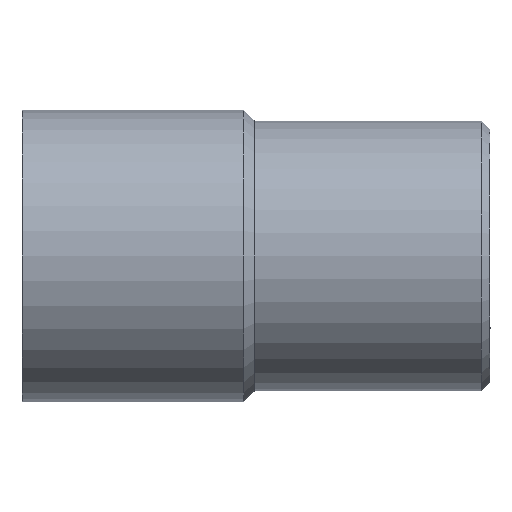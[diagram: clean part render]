
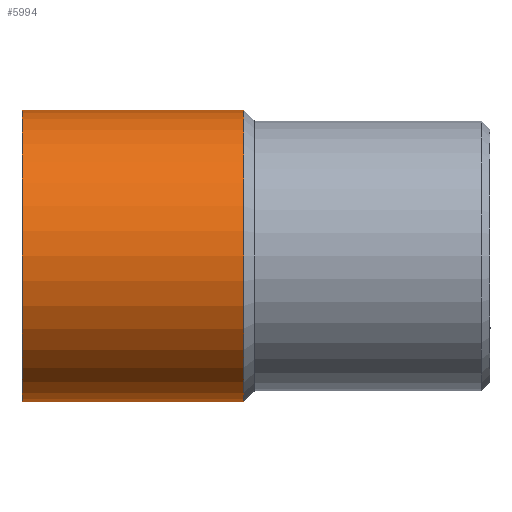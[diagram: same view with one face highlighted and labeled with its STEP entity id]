
A CAD part, left-side view. The second image highlights one B-rep face of the part: STEP entity #5994.
In plain terms, the highlighted cylindrical face has radius 13.487 mm (diameter 26.975 mm), a partial arc.
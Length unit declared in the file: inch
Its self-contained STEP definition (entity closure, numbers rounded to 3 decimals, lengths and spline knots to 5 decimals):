
#144 = DIRECTION ( 'NONE',  ( 0., 1., 0. ) ) ;
#177 = DIRECTION ( 'NONE',  ( 0., 1., 0. ) ) ;
#200 = DIRECTION ( 'NONE',  ( 0., 1., 0. ) ) ;
#288 = CIRCLE ( 'NONE', #7259, 0.531 ) ;
#351 = AXIS2_PLACEMENT_3D ( 'NONE', #2494, #144, #2803 ) ;
#463 = CYLINDRICAL_SURFACE ( 'NONE', #351, 0.531 ) ;
#655 = VERTEX_POINT ( 'NONE', #7062 ) ;
#781 = CARTESIAN_POINT ( 'NONE',  ( 0., -0.846, -0.531 ) ) ;
#796 = DIRECTION ( 'NONE',  ( 0., 1., 0. ) ) ;
#1129 = CARTESIAN_POINT ( 'NONE',  ( 0., 0., 0.531 ) ) ;
#1488 = FACE_OUTER_BOUND ( 'NONE', #5051, .T. ) ;
#1737 = EDGE_CURVE ( 'NONE', #3251, #6848, #7568, .T. ) ;
#1968 = CARTESIAN_POINT ( 'NONE',  ( 0., -0.809, 0.531 ) ) ;
#2494 = CARTESIAN_POINT ( 'NONE',  ( 0., -0.846, 0. ) ) ;
#2803 = DIRECTION ( 'NONE',  ( 0., 0., 1. ) ) ;
#3240 = CARTESIAN_POINT ( 'NONE',  ( 0., 0., -0.531 ) ) ;
#3251 = VERTEX_POINT ( 'NONE', #1968 ) ;
#3684 = CARTESIAN_POINT ( 'NONE',  ( 0., -0.809, 0. ) ) ;
#3709 = CARTESIAN_POINT ( 'NONE',  ( 0., 0., 0. ) ) ;
#3733 = EDGE_CURVE ( 'NONE', #655, #4961, #7559, .T. ) ;
#4280 = DIRECTION ( 'NONE',  ( 0., 0., 1. ) ) ;
#4301 = DIRECTION ( 'NONE',  ( 0., 0., 1. ) ) ;
#4796 = ORIENTED_EDGE ( 'NONE', *, *, #3733, .F. ) ;
#4892 = ORIENTED_EDGE ( 'NONE', *, *, #7469, .T. ) ;
#4961 = VERTEX_POINT ( 'NONE', #3240 ) ;
#5051 = EDGE_LOOP ( 'NONE', ( #4796, #4892, #7058, #5220 ) ) ;
#5220 = ORIENTED_EDGE ( 'NONE', *, *, #7512, .F. ) ;
#5994 = ADVANCED_FACE ( 'NONE', ( #1488 ), #463, .T. ) ;
#6026 = CARTESIAN_POINT ( 'NONE',  ( 0., -0.846, 0.531 ) ) ;
#6036 = DIRECTION ( 'NONE',  ( 0., 1., 0. ) ) ;
#6848 = VERTEX_POINT ( 'NONE', #1129 ) ;
#6853 = AXIS2_PLACEMENT_3D ( 'NONE', #3684, #177, #4280 ) ;
#7058 = ORIENTED_EDGE ( 'NONE', *, *, #1737, .T. ) ;
#7062 = CARTESIAN_POINT ( 'NONE',  ( 0., -0.809, -0.531 ) ) ;
#7259 = AXIS2_PLACEMENT_3D ( 'NONE', #3709, #200, #4301 ) ;
#7305 = VECTOR ( 'NONE', #6036, 39.37008 ) ;
#7463 = VECTOR ( 'NONE', #796, 39.37008 ) ;
#7469 = EDGE_CURVE ( 'NONE', #655, #3251, #7472, .T. ) ;
#7472 = CIRCLE ( 'NONE', #6853, 0.531 ) ;
#7512 = EDGE_CURVE ( 'NONE', #4961, #6848, #288, .T. ) ;
#7559 = LINE ( 'NONE', #781, #7463 ) ;
#7568 = LINE ( 'NONE', #6026, #7305 ) ;
